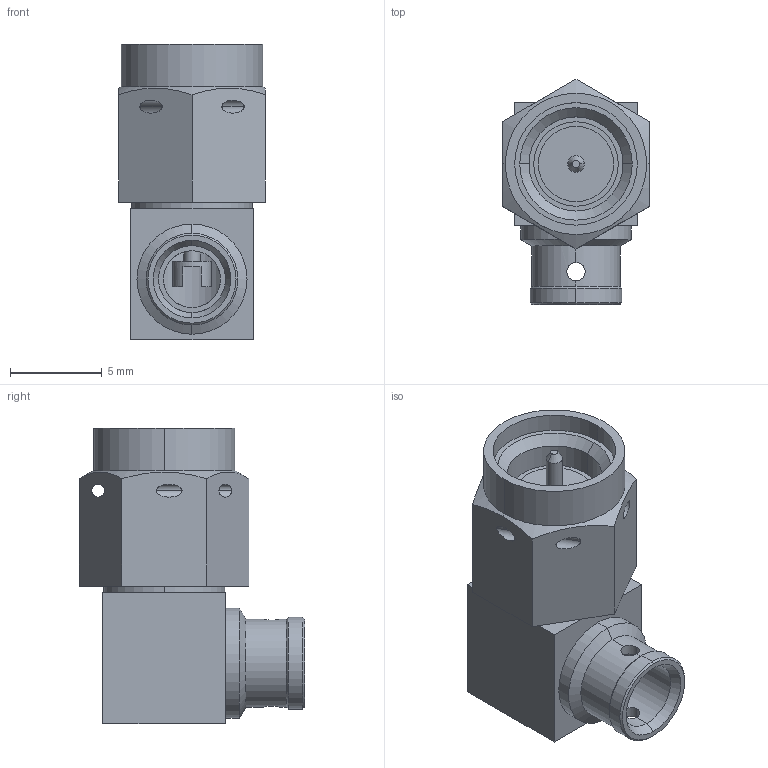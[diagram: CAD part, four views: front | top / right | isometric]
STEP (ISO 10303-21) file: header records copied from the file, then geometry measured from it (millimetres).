
FILE_DESCRIPTION (( 'STEP AP203' ), '1' );
FILE_NAME ('研-50-805瑞蕴-02.STEP', '2020-03-05T02:50:54', ( '' ), ( '' ), 'SwSTEP 2.0', 'SolidWorks 2017', '' );
FILE_SCHEMA (( 'CONFIG_CONTROL_DESIGN' ));
Length unit declared in the file: millimetre
Products named in the file (1): 研-50-805瑞蕴-02
Bounding box: 8 x 12.27 x 16.1 mm (x, y, z)
Volume: 649.1 mm3; surface area: 947.1 mm2
Topology: 1 solids, 1 shells, 90 faces, 214 edges, 136 vertices
Faces by surface type: cylinder 44, plane 30, cone 16
Entity records: 2829 total; most frequent: CARTESIAN_POINT 659, DIRECTION 438, ORIENTED_EDGE 428, EDGE_CURVE 214, AXIS2_PLACEMENT_3D 171, VERTEX_POINT 136, EDGE_LOOP 112, VECTOR 96
